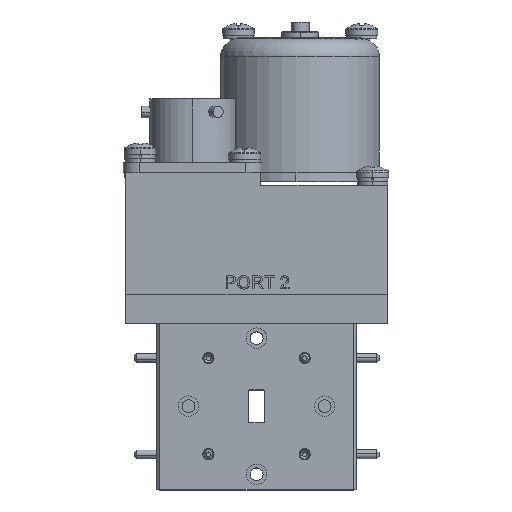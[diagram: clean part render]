
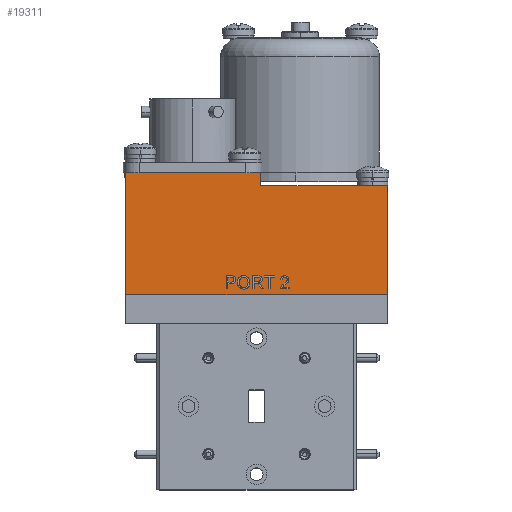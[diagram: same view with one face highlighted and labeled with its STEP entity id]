
A CAD part, top view. The second image highlights one B-rep face of the part: STEP entity #19311.
In plain terms, the highlighted planar face has unit normal (0, 0, 1).
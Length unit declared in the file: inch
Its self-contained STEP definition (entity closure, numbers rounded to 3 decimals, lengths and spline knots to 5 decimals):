
#159 = CARTESIAN_POINT ( 'NONE',  ( 0.9, 2.092, 0.9 ) ) ;
#173 = VECTOR ( 'NONE', #19811, 39.37008 ) ;
#243 = DIRECTION ( 'NONE',  ( -1., 0., 0. ) ) ;
#358 = DIRECTION ( 'NONE',  ( 0., -1., 0. ) ) ;
#368 = EDGE_LOOP ( 'NONE', ( #6759, #2858, #19641, #1414, #3251, #16722 ) ) ;
#469 = LINE ( 'NONE', #12656, #19332 ) ;
#755 = EDGE_CURVE ( 'NONE', #1392, #1836, #10257, .T. ) ;
#1212 = EDGE_CURVE ( 'NONE', #17241, #1836, #7624, .T. ) ;
#1392 = VERTEX_POINT ( 'NONE', #22573 ) ;
#1414 = ORIENTED_EDGE ( 'NONE', *, *, #23143, .F. ) ;
#1748 = CARTESIAN_POINT ( 'NONE',  ( 0., 2.182, 0.9 ) ) ;
#1836 = VERTEX_POINT ( 'NONE', #11747 ) ;
#2172 = EDGE_CURVE ( 'NONE', #19467, #1392, #14751, .T. ) ;
#2375 = VECTOR ( 'NONE', #5382, 39.37008 ) ;
#2858 = ORIENTED_EDGE ( 'NONE', *, *, #1212, .F. ) ;
#3118 = VERTEX_POINT ( 'NONE', #11040 ) ;
#3251 = ORIENTED_EDGE ( 'NONE', *, *, #16143, .F. ) ;
#5382 = DIRECTION ( 'NONE',  ( 1., 0., 0. ) ) ;
#5414 = DIRECTION ( 'NONE',  ( 0., -1., 0. ) ) ;
#5488 = CARTESIAN_POINT ( 'NONE',  ( 0.9, 2.092, 0.9 ) ) ;
#6759 = ORIENTED_EDGE ( 'NONE', *, *, #755, .T. ) ;
#7016 = CARTESIAN_POINT ( 'NONE',  ( 0.03, 2.182, 0.9 ) ) ;
#7430 = VERTEX_POINT ( 'NONE', #20729 ) ;
#7607 = CARTESIAN_POINT ( 'NONE',  ( -0.9, 2.092, 0.9 ) ) ;
#7624 = LINE ( 'NONE', #5488, #16793 ) ;
#9054 = DIRECTION ( 'NONE',  ( 1., 0., 0. ) ) ;
#9339 = LINE ( 'NONE', #7016, #173 ) ;
#9760 = CARTESIAN_POINT ( 'NONE',  ( -0.9, 2.182, 0.9 ) ) ;
#9913 = VECTOR ( 'NONE', #358, 39.37008 ) ;
#9950 = DIRECTION ( 'NONE',  ( 1., 0., 0. ) ) ;
#10257 = LINE ( 'NONE', #12845, #20521 ) ;
#11040 = CARTESIAN_POINT ( 'NONE',  ( 0.03, 2.182, 0.9 ) ) ;
#11214 = DIRECTION ( 'NONE',  ( 0., 0., -1. ) ) ;
#11747 = CARTESIAN_POINT ( 'NONE',  ( 0.9, 1.342, 0.9 ) ) ;
#12656 = CARTESIAN_POINT ( 'NONE',  ( 0.9, 2.092, 0.9 ) ) ;
#12845 = CARTESIAN_POINT ( 'NONE',  ( 0.9, 1.342, 0.9 ) ) ;
#14751 = LINE ( 'NONE', #7607, #9913 ) ;
#16143 = EDGE_CURVE ( 'NONE', #19467, #3118, #16937, .T. ) ;
#16617 = PLANE ( 'NONE',  #19390 ) ;
#16722 = ORIENTED_EDGE ( 'NONE', *, *, #2172, .T. ) ;
#16793 = VECTOR ( 'NONE', #5414, 39.37008 ) ;
#16937 = LINE ( 'NONE', #1748, #2375 ) ;
#17241 = VERTEX_POINT ( 'NONE', #18913 ) ;
#18913 = CARTESIAN_POINT ( 'NONE',  ( 0.9, 2.092, 0.9 ) ) ;
#19311 = ADVANCED_FACE ( 'NONE', ( #21372 ), #16617, .F. ) ;
#19332 = VECTOR ( 'NONE', #9054, 39.37008 ) ;
#19390 = AXIS2_PLACEMENT_3D ( 'NONE', #159, #11214, #243 ) ;
#19467 = VERTEX_POINT ( 'NONE', #9760 ) ;
#19641 = ORIENTED_EDGE ( 'NONE', *, *, #20739, .F. ) ;
#19811 = DIRECTION ( 'NONE',  ( 0., -1., 0. ) ) ;
#20521 = VECTOR ( 'NONE', #9950, 39.37008 ) ;
#20729 = CARTESIAN_POINT ( 'NONE',  ( 0.03, 2.092, 0.9 ) ) ;
#20739 = EDGE_CURVE ( 'NONE', #7430, #17241, #469, .T. ) ;
#21372 = FACE_OUTER_BOUND ( 'NONE', #368, .T. ) ;
#22573 = CARTESIAN_POINT ( 'NONE',  ( -0.9, 1.342, 0.9 ) ) ;
#23143 = EDGE_CURVE ( 'NONE', #3118, #7430, #9339, .T. ) ;
